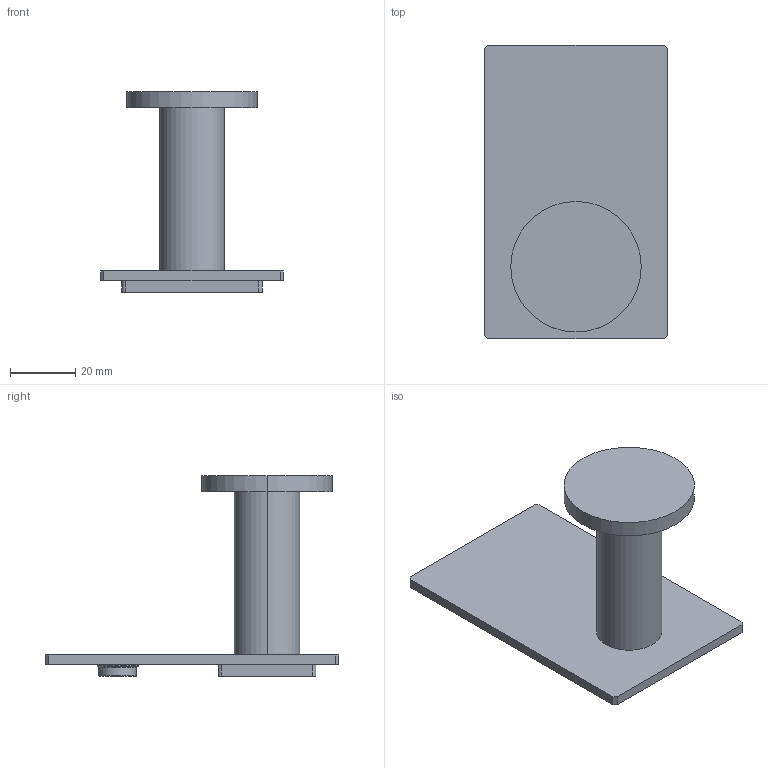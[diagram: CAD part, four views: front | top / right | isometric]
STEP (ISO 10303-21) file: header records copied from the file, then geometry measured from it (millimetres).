
FILE_DESCRIPTION((''),'2;1');
FILE_NAME('2810','2022-02-14T13:26:25',('jinson.thomas'),(''),'CREO PARAMETRIC BY PTC INC, 2018400','CREO PARAMETRIC BY PTC INC, 2018400','');
FILE_SCHEMA(('CONFIG_CONTROL_DESIGN'));
Length unit declared in the file: inch
Products named in the file (1): 2810
Bounding box: 56 x 90 x 61.57 mm (x, y, z)
Volume: 41990.6 mm3; surface area: 17224.1 mm2
Topology: 1 solids, 1 shells, 37 faces, 84 edges, 54 vertices
Faces by surface type: plane 19, cylinder 12, torus 6
Entity records: 1086 total; most frequent: DIRECTION 194, CARTESIAN_POINT 175, ORIENTED_EDGE 168, EDGE_CURVE 84, AXIS2_PLACEMENT_3D 73, VERTEX_POINT 54, VECTOR 48, LINE 48
